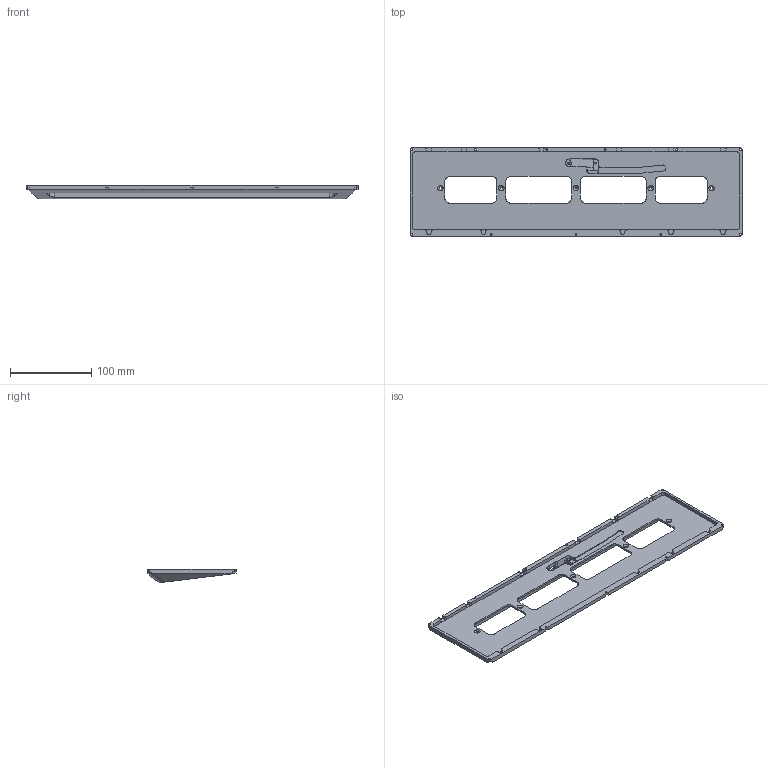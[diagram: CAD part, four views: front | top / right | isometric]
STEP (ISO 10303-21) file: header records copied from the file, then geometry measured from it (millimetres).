
FILE_DESCRIPTION(/* description */ ('STEP AP242','CAx-IF Rec.Pracs.---Representation and Presentation of Product Manufacturing Information (PMI)---4.0---2014-10-13','CAx-IF Rec.Pracs.---3D Tessellated Geometry---0.4---2014-09-14','2;1'),/* implementation_level */ '2;1');
FILE_NAME(/* name */ '67f0b8ec9eff6f4d19ab5df1',/* time_stamp */ '2025-04-05T05:00:29Z',/* author */ (''),/* organization */ (''),/* preprocessor_version */ 'ST-DEVELOPER v20',/* originating_system */ 'ONSHAPE BY PTC INC, 1.196',/* authorisation */ ' ');
FILE_SCHEMA (('AP242_MANAGED_MODEL_BASED_3D_ENGINEERING_MIM_LF { 1 0 10303 442 1 1 4 }'));
Length unit declared in the file: metre
Products named in the file (1): Bottom Case
Bounding box: 408.99 x 108.45 x 16.66 mm (x, y, z)
Volume: 193874.5 mm3; surface area: 89297 mm2
Topology: 1 solids, 1 shells, 281 faces, 820 edges, 544 vertices
Faces by surface type: plane 142, cylinder 132, cone 7
Full cylindrical faces by diameter (mm): 2.2 x11, 2.5 x2, 3.2 x5
Entity records: 9313 total; most frequent: DIRECTION 1625, CARTESIAN_POINT 1615, ORIENTED_EDGE 1582, EDGE_CURVE 791, AXIS2_PLACEMENT_3D 552, VERTEX_POINT 542, LINE 521, VECTOR 521
